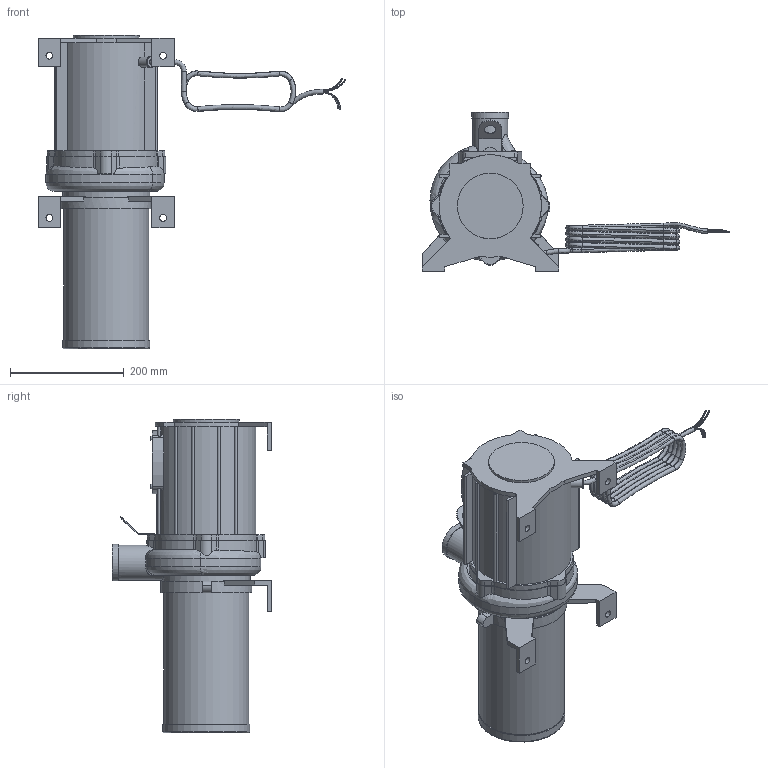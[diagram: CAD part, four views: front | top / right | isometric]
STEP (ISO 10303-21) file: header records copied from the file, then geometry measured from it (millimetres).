
FILE_DESCRIPTION(/* description */ (''),/* implementation_level */ '2;1');
FILE_NAME(/* name */ '55726 USP 513 D.stp',/* time_stamp */ '2015-05-19T10:09:03+02:00',/* author */ ('guzb562'),/* organization */ (''),/* preprocessor_version */ 'ST-DEVELOPER v15.6',/* originating_system */ 'Autodesk Inventor 2015',/* authorisation */ '');
FILE_SCHEMA (('AUTOMOTIVE_DESIGN { 1 0 10303 214 3 1 1 }'));
Length unit declared in the file: millimetre
Products named in the file (4): USP513 D; Filter für USP513 D; kabel_1_; 55726 USP 513 D
Assembly tree (3 placements, depth 2):
  55726 USP 513 D
    USP513 D
    Filter für USP513 D
    kabel_1_
Bounding box: 541.52 x 280 x 551 mm (x, y, z)
Volume: 8036059.5 mm3; surface area: 749685.3 mm2
Topology: 3 solids, 4 shells, 578 faces, 1506 edges, 976 vertices
Faces by surface type: plane 288, bspline 168, cylinder 120, cone 1, torus 1
Full cylindrical faces by diameter (mm): 7.566 x4, 8.093 x1, 12 x4, 17.532 x1, 20 x1, 60.3 x1, 61.426 x1, 64.499 x1, 76.1 x1, 88.388 x1, 115.527 x1, 148 x1, 150 x1, 153 x1, 154.035 x1
Entity records: 35165 total; most frequent: CARTESIAN_POINT 21462, ORIENTED_EDGE 2950, DIRECTION 2385, EDGE_CURVE 1475, VERTEX_POINT 968, AXIS2_PLACEMENT_3D 811, LINE 763, VECTOR 763
